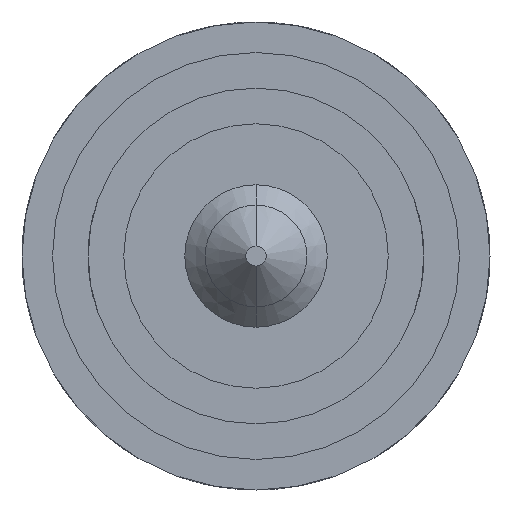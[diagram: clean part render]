
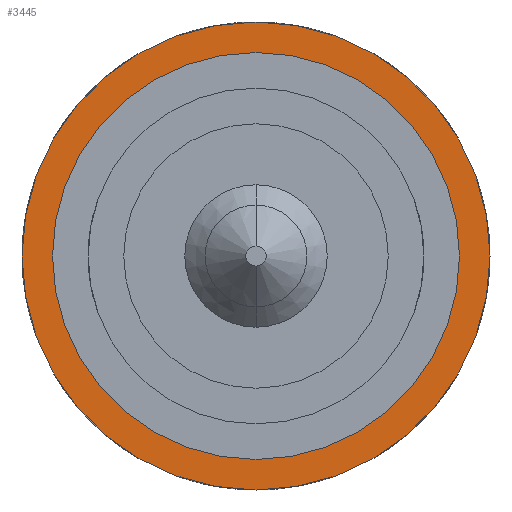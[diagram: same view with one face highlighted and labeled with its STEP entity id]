
A CAD part, front view. The second image highlights one B-rep face of the part: STEP entity #3445.
In plain terms, the highlighted planar face has unit normal (0, -1, 0).
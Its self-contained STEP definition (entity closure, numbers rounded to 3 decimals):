
#51 = CARTESIAN_POINT ( 'NONE',  ( 0.5, 35., 0. ) ) ;
#73 = CIRCLE ( 'NONE', #3850, 0.5 ) ;
#138 = ORIENTED_EDGE ( 'NONE', *, *, #2730, .F. ) ;
#698 = ORIENTED_EDGE ( 'NONE', *, *, #2077, .T. ) ;
#914 = CARTESIAN_POINT ( 'NONE',  ( 0., 35., 0.5 ) ) ;
#998 = CIRCLE ( 'NONE', #4288, 1.15 ) ;
#1183 = DIRECTION ( 'NONE',  ( 0., 0., -1. ) ) ;
#1530 = AXIS2_PLACEMENT_3D ( 'NONE', #4410, #3722, #4383 ) ;
#1534 = DIRECTION ( 'NONE',  ( 0., -1., 0. ) ) ;
#1703 = EDGE_LOOP ( 'NONE', ( #698, #3226 ) ) ;
#1911 = CARTESIAN_POINT ( 'NONE',  ( 0., 35., 0. ) ) ;
#1970 = EDGE_CURVE ( 'Defeature ausgef�hrt5_13+Defeature ausgef�hrt5_14+Defeature ausgef�hrt5_14+Defeature ausgef�hrt5_14', #3625, #3290, #3444, .T. ) ;
#2077 = EDGE_CURVE ( 'Defeature ausgef�hrt5_13+Defeature ausgef�hrt5_14+Defeature ausgef�hrt5_14+Defeature ausgef�hrt5_14', #3290, #3625, #998, .T. ) ;
#2190 = ORIENTED_EDGE ( 'NONE', *, *, #4245, .F. ) ;
#2223 = DIRECTION ( 'NONE',  ( 0., 0., -1. ) ) ;
#2274 = DIRECTION ( 'NONE',  ( 0., -1., 0. ) ) ;
#2370 = AXIS2_PLACEMENT_3D ( 'NONE', #51, #1534, #2223 ) ;
#2385 = CARTESIAN_POINT ( 'NONE',  ( 0., 35., 0. ) ) ;
#2460 = EDGE_LOOP ( 'NONE', ( #2190, #138 ) ) ;
#2466 = VERTEX_POINT ( 'NONE', #914 ) ;
#2637 = FACE_OUTER_BOUND ( 'NONE', #1703, .T. ) ;
#2697 = AXIS2_PLACEMENT_3D ( 'NONE', #1911, #2274, #4409 ) ;
#2730 = EDGE_CURVE ( 'Defeature ausgef�hrt5_12+Defeature ausgef�hrt5_13+Defeature ausgef�hrt5_13+Defeature ausgef�hrt5_13', #2466, #4317, #73, .T. ) ;
#2790 = CARTESIAN_POINT ( 'NONE',  ( 0., 35., -1.15 ) ) ;
#2910 = FACE_BOUND ( 'NONE', #2460, .T. ) ;
#3041 = CARTESIAN_POINT ( 'NONE',  ( 0., 35., -0.5 ) ) ;
#3216 = CIRCLE ( 'NONE', #2697, 0.5 ) ;
#3226 = ORIENTED_EDGE ( 'NONE', *, *, #1970, .T. ) ;
#3290 = VERTEX_POINT ( 'NONE', #2790 ) ;
#3444 = CIRCLE ( 'NONE', #1530, 1.15 ) ;
#3445 = ADVANCED_FACE ( 'Defeature ausgef�hrt5_13', ( #2637, #2910 ), #4235, .T. ) ;
#3599 = CARTESIAN_POINT ( 'NONE',  ( 0., 35., 0. ) ) ;
#3625 = VERTEX_POINT ( 'NONE', #3987 ) ;
#3722 = DIRECTION ( 'NONE',  ( 0., -1., 0. ) ) ;
#3850 = AXIS2_PLACEMENT_3D ( 'NONE', #3599, #4303, #1183 ) ;
#3987 = CARTESIAN_POINT ( 'NONE',  ( 0., 35., 1.15 ) ) ;
#4160 = DIRECTION ( 'NONE',  ( 0., 0., -1. ) ) ;
#4235 = PLANE ( 'NONE',  #2370 ) ;
#4245 = EDGE_CURVE ( 'Defeature ausgef�hrt5_12+Defeature ausgef�hrt5_13+Defeature ausgef�hrt5_13+Defeature ausgef�hrt5_13', #4317, #2466, #3216, .T. ) ;
#4288 = AXIS2_PLACEMENT_3D ( 'NONE', #2385, #4480, #4160 ) ;
#4303 = DIRECTION ( 'NONE',  ( 0., -1., 0. ) ) ;
#4317 = VERTEX_POINT ( 'NONE', #3041 ) ;
#4383 = DIRECTION ( 'NONE',  ( 0., 0., -1. ) ) ;
#4409 = DIRECTION ( 'NONE',  ( 0., 0., -1. ) ) ;
#4410 = CARTESIAN_POINT ( 'NONE',  ( 0., 35., 0. ) ) ;
#4480 = DIRECTION ( 'NONE',  ( 0., -1., 0. ) ) ;
